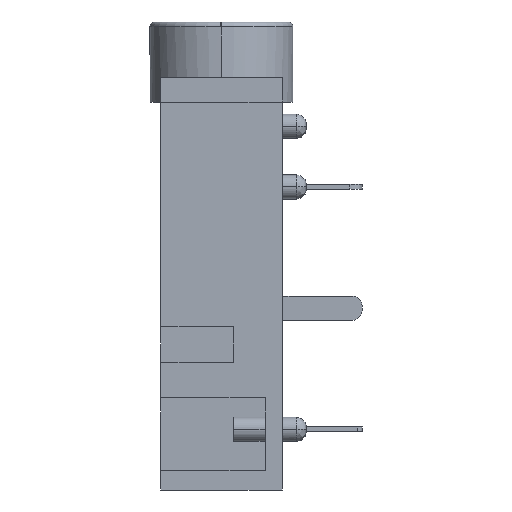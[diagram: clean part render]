
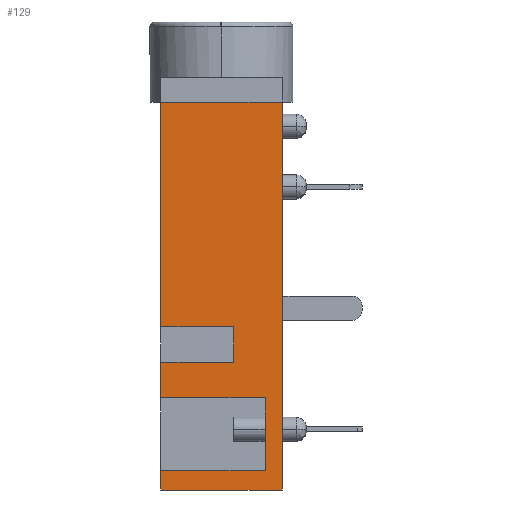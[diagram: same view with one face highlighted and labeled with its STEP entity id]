
A CAD part, left-side view. The second image highlights one B-rep face of the part: STEP entity #129.
In plain terms, the highlighted planar face has unit normal (-1, 0, 0).
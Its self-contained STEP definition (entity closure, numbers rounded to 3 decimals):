
#129=ADVANCED_FACE('',(#886),#887,.T.);
#886=FACE_OUTER_BOUND('',#2585,.T.);
#887=PLANE('',#2586);
#2585=EDGE_LOOP('',(#4873,#4874,#4875,#4876,#4877,#4878,#4879,#4880,#4881,#4882,#4883,#4884));
#2586=AXIS2_PLACEMENT_3D('',#4885,#4886,#4887);
#4873=ORIENTED_EDGE('',*,*,#10153,.F.);
#4874=ORIENTED_EDGE('',*,*,#9547,.T.);
#4875=ORIENTED_EDGE('',*,*,#10154,.T.);
#4876=ORIENTED_EDGE('',*,*,#10111,.F.);
#4877=ORIENTED_EDGE('',*,*,#10155,.F.);
#4878=ORIENTED_EDGE('',*,*,#9543,.T.);
#4879=ORIENTED_EDGE('',*,*,#10156,.T.);
#4880=ORIENTED_EDGE('',*,*,#10045,.F.);
#4881=ORIENTED_EDGE('',*,*,#10150,.F.);
#4882=ORIENTED_EDGE('',*,*,#9551,.T.);
#4883=ORIENTED_EDGE('',*,*,#10157,.T.);
#4884=ORIENTED_EDGE('',*,*,#10158,.F.);
#4885=CARTESIAN_POINT('',(-6.0,5.0,0.0));
#4886=DIRECTION('',(-1.0,0.0,0.0));
#4887=DIRECTION('',(0.0,0.0,1.0));
#9543=EDGE_CURVE('',#11412,#11410,#11413,.T.);
#9547=EDGE_CURVE('',#11420,#11418,#11421,.T.);
#9551=EDGE_CURVE('',#11428,#11426,#11429,.T.);
#10045=EDGE_CURVE('',#12403,#12405,#12406,.T.);
#10111=EDGE_CURVE('',#12513,#12515,#12516,.T.);
#10150=EDGE_CURVE('',#11428,#12403,#12572,.T.);
#10153=EDGE_CURVE('',#11420,#12575,#12576,.T.);
#10154=EDGE_CURVE('',#11418,#12515,#12577,.T.);
#10155=EDGE_CURVE('',#11412,#12513,#12578,.T.);
#10156=EDGE_CURVE('',#11410,#12405,#12579,.T.);
#10157=EDGE_CURVE('',#11426,#12580,#12581,.T.);
#10158=EDGE_CURVE('',#12575,#12580,#12582,.T.);
#11410=VERTEX_POINT('',#14462);
#11412=VERTEX_POINT('',#14465);
#11413=LINE('',#14466,#14467);
#11418=VERTEX_POINT('',#14474);
#11420=VERTEX_POINT('',#14477);
#11421=LINE('',#14478,#14479);
#11426=VERTEX_POINT('',#14486);
#11428=VERTEX_POINT('',#14489);
#11429=LINE('',#14490,#14491);
#12403=VERTEX_POINT('',#15946);
#12405=VERTEX_POINT('',#15949);
#12406=LINE('',#15950,#15951);
#12513=VERTEX_POINT('',#16073);
#12515=VERTEX_POINT('',#16076);
#12516=LINE('',#16077,#16078);
#12572=LINE('',#16183,#16184);
#12575=VERTEX_POINT('',#16189);
#12576=LINE('',#16190,#16191);
#12577=LINE('',#16192,#16193);
#12578=LINE('',#16194,#16195);
#12579=LINE('',#16196,#16197);
#12580=VERTEX_POINT('',#16198);
#12581=LINE('',#16199,#16200);
#12582=LINE('',#16201,#16202);
#14462=CARTESIAN_POINT('',(-6.0,5.0,-16.0));
#14465=CARTESIAN_POINT('',(-6.0,5.0,-15.2));
#14466=CARTESIAN_POINT('',(-6.0,5.0,-15.2));
#14467=VECTOR('',#19143,0.8);
#14474=CARTESIAN_POINT('',(-6.0,5.0,-12.2));
#14477=CARTESIAN_POINT('',(-6.0,5.0,-10.73));
#14478=CARTESIAN_POINT('',(-6.0,5.0,-10.73));
#14479=VECTOR('',#19147,1.47);
#14486=CARTESIAN_POINT('',(-6.0,5.0,-9.27));
#14489=CARTESIAN_POINT('',(-6.0,5.0,0.0));
#14490=CARTESIAN_POINT('',(-6.0,5.0,0.0));
#14491=VECTOR('',#19151,9.27);
#15946=CARTESIAN_POINT('',(-6.0,0.0,0.0));
#15949=CARTESIAN_POINT('',(-6.0,0.0,-16.0));
#15950=CARTESIAN_POINT('',(-6.0,0.0,0.0));
#15951=VECTOR('',#19667,16.0);
#16073=CARTESIAN_POINT('',(-6.0,0.7,-15.2));
#16076=CARTESIAN_POINT('',(-6.0,0.7,-12.2));
#16077=CARTESIAN_POINT('',(-6.0,0.7,-15.2));
#16078=VECTOR('',#19831,3.0);
#16183=CARTESIAN_POINT('',(-6.0,5.0,0.0));
#16184=VECTOR('',#19898,5.0);
#16189=CARTESIAN_POINT('',(-6.0,2.0,-10.73));
#16190=CARTESIAN_POINT('',(-6.0,5.0,-10.73));
#16191=VECTOR('',#19901,3.0);
#16192=CARTESIAN_POINT('',(-6.0,5.0,-12.2));
#16193=VECTOR('',#19902,4.3);
#16194=CARTESIAN_POINT('',(-6.0,5.0,-15.2));
#16195=VECTOR('',#19903,4.3);
#16196=CARTESIAN_POINT('',(-6.0,5.0,-16.0));
#16197=VECTOR('',#19904,5.0);
#16198=CARTESIAN_POINT('',(-6.0,2.0,-9.27));
#16199=CARTESIAN_POINT('',(-6.0,5.0,-9.27));
#16200=VECTOR('',#19905,3.0);
#16201=CARTESIAN_POINT('',(-6.0,2.0,-10.73));
#16202=VECTOR('',#19906,1.46);
#19143=DIRECTION('',(0.0,0.0,-1.0));
#19147=DIRECTION('',(0.0,0.0,-1.0));
#19151=DIRECTION('',(0.0,0.0,-1.0));
#19667=DIRECTION('',(0.0,0.0,-1.0));
#19831=DIRECTION('',(0.0,0.0,1.0));
#19898=DIRECTION('',(0.0,-1.0,0.0));
#19901=DIRECTION('',(0.0,-1.0,0.0));
#19902=DIRECTION('',(0.0,-1.0,0.0));
#19903=DIRECTION('',(0.0,-1.0,0.0));
#19904=DIRECTION('',(0.0,-1.0,0.0));
#19905=DIRECTION('',(0.0,-1.0,0.0));
#19906=DIRECTION('',(0.0,0.0,1.0));
